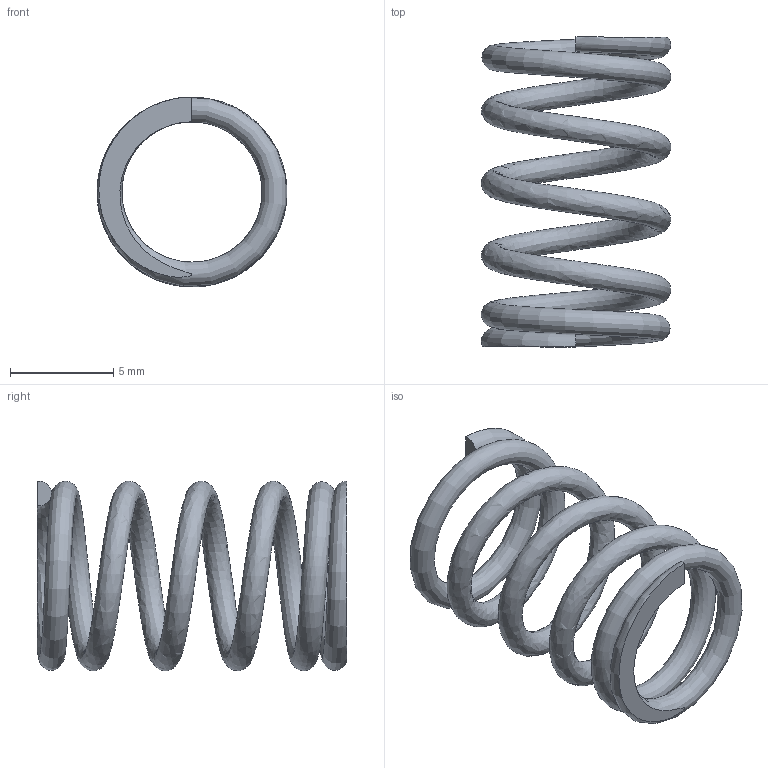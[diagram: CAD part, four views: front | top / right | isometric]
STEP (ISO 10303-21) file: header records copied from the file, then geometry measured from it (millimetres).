
FILE_DESCRIPTION(('STEP AP214'),'1');
FILE_NAME('1152-B2P-B.step','2014-03-27T10:18:32',(' '),(' '),'Spatial InterOp 3D',' ',' ');
FILE_SCHEMA(('automotive_design'));
Length unit declared in the file: metre
Products named in the file (1): 1
Bounding box: 9.2 x 15 x 9.2 mm (x, y, z)
Volume: 166.1 mm3; surface area: 562.7 mm2
Topology: 1 solids, 1 shells, 5 faces, 8 edges, 5 vertices
Faces by surface type: plane 4, bspline 1
Entity records: 1384 total; most frequent: CARTESIAN_POINT 1238, DIRECTION 14, ORIENTED_EDGE 14, EDGE_CURVE 7, STYLED_ITEM 6, PRESENTATION_STYLE_ASSIGNMENT 6, AXIS2_PLACEMENT_3D 6, SURFACE_STYLE_USAGE 6
